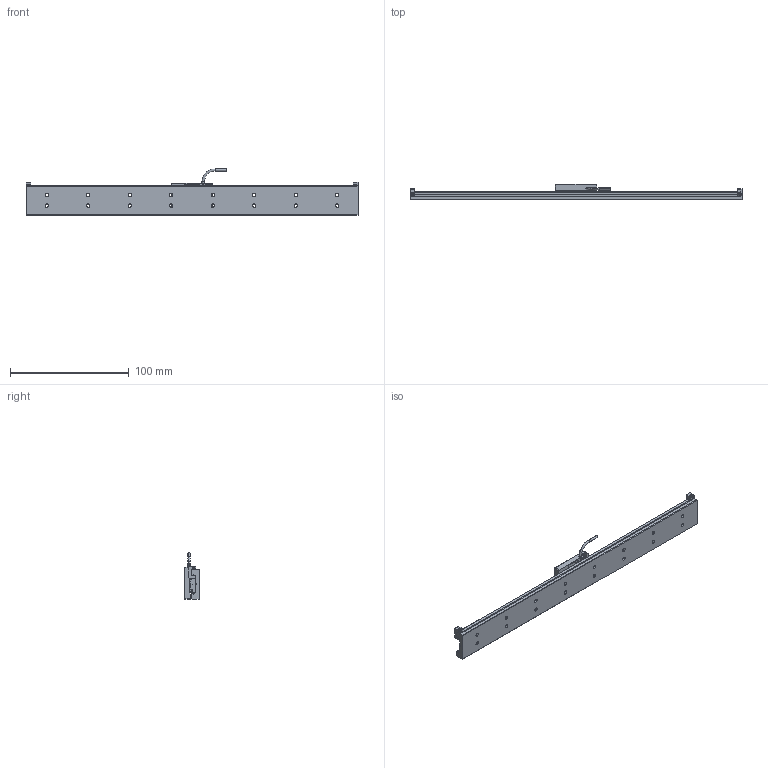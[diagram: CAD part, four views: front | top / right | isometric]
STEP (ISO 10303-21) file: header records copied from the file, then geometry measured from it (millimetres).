
FILE_DESCRIPTION (( 'STEP AP214' ), '1' );
FILE_NAME ('MLS-25-13X0X.STEP', '2023-03-01T20:02:28', ( '' ), ( '' ), 'SwSTEP 2.0', 'SolidWorks 2020', '' );
FILE_SCHEMA (( 'AUTOMOTIVE_DESIGN' ));
Length unit declared in the file: millimetre
Products named in the file (10): 130362 Bearing, C-Lube Linear Way, IKO MUL 25, Slide.STEP; MLS-25-13X0X; 92855A304_TYPE 18-8 SS LOW PROFILE SOCKET CAP SCREW_92855A304.STEP; 431538 MLS-25, Rail Clamp_M3.STEP; 431508 MLS-25, Carriage_Ceramic Track Modification .STEP; 92015A101_18-8 STAINLESS STEEL CUP-POINT SET SCREW_92015A101.STEP; 91292A333_18-8 STAINLESS STEEL SOCKET HEAD SCREW (1)_91292A333.STEP; 430752 M2 Wire Clamp, Rectangular, Jogged.STEP; TFC-421 Silver Braided Cable_L5.STEP; 130362 Bearing, C-Lube Linear Way, IKO MUL 25, Rail_L280mm.STEP
Assembly tree (12 placements, depth 2):
  MLS-25-13X0X
    130362 Bearing, C-Lube Linear Way, IKO MUL 25, Rail_L280mm.STEP
    130362 Bearing, C-Lube Linear Way, IKO MUL 25, Slide.STEP
    431508 MLS-25, Carriage_Ceramic Track Modification .STEP
    92855A304_TYPE 18-8 SS LOW PROFILE SOCKET CAP SCREW_92855A304.STEP  x2
    430752 M2 Wire Clamp, Rectangular, Jogged.STEP
    91292A333_18-8 STAINLESS STEEL SOCKET HEAD SCREW (1)_91292A333.STEP
    TFC-421 Silver Braided Cable_L5.STEP
    431538 MLS-25, Rail Clamp_M3.STEP  x2
    92015A101_18-8 STAINLESS STEEL CUP-POINT SET SCREW_92015A101.STEP  x2
Bounding box: 280 x 13 x 38.95 mm (x, y, z)
Volume: 37121.9 mm3; surface area: 26986.3 mm2
Topology: 25 solids, 25 shells, 983 faces, 2513 edges, 1577 vertices
Faces by surface type: plane 435, cylinder 357, cone 150, bspline 37, torus 4
Entity records: 32634 total; most frequent: CARTESIAN_POINT 11697, ORIENTED_EDGE 4298, DIRECTION 3991, EDGE_CURVE 2149, AXIS2_PLACEMENT_3D 1476, VERTEX_POINT 1358, VECTOR 1039, LINE 1039
